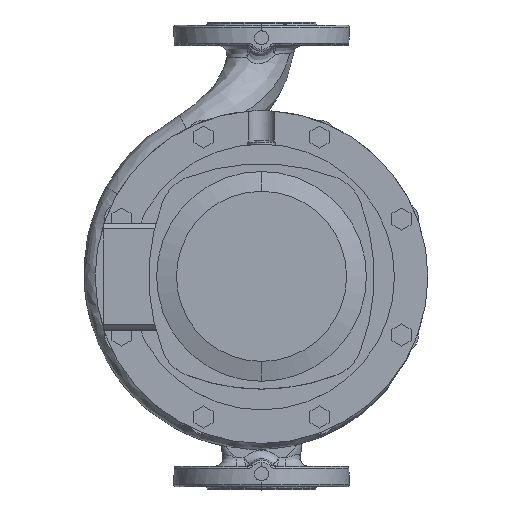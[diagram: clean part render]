
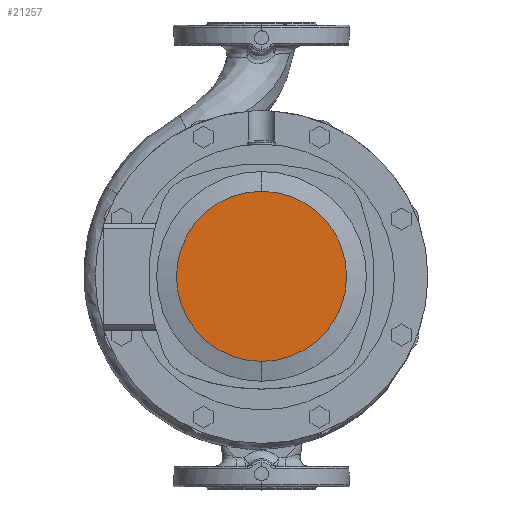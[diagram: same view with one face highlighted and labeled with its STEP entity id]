
A CAD part, top view. The second image highlights one B-rep face of the part: STEP entity #21257.
In plain terms, the highlighted planar face has unit normal (0, 0, 1).
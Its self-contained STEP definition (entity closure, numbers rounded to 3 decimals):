
#44 = EDGE_CURVE ( 'NONE', #9555, #9558, #17541, .T. ) ;
#5128 = CARTESIAN_POINT ( 'NONE',  ( 0., 0., 431. ) ) ;
#5130 = DIRECTION ( 'NONE',  ( 0., 0., 1. ) ) ;
#5132 = DIRECTION ( 'NONE',  ( 0., 1., 0. ) ) ;
#8243 = ORIENTED_EDGE ( 'NONE', *, *, #23973, .T. ) ;
#8251 = ORIENTED_EDGE ( 'NONE', *, *, #44, .T. ) ;
#9555 = VERTEX_POINT ( 'NONE', #18662 ) ;
#9558 = VERTEX_POINT ( 'NONE', #18659 ) ;
#10590 = EDGE_LOOP ( 'NONE', ( #8243, #8251 ) ) ;
#13632 = AXIS2_PLACEMENT_3D ( 'NONE', #5128, #5130, #5132 ) ;
#13634 = CIRCLE ( 'NONE', #13632, 80. ) ;
#15080 = CARTESIAN_POINT ( 'NONE',  ( -80., 0., 431. ) ) ;
#15086 = FACE_OUTER_BOUND ( 'NONE', #10590, .T. ) ;
#15087 = PLANE ( 'NONE',  #17291 ) ;
#15090 = DIRECTION ( 'NONE',  ( 0., 0., -1. ) ) ;
#15091 = DIRECTION ( 'NONE',  ( 0., -1., 0. ) ) ;
#17291 = AXIS2_PLACEMENT_3D ( 'NONE', #15080, #15090, #15091 ) ;
#17520 = AXIS2_PLACEMENT_3D ( 'NONE', #22813, #22812, #22811 ) ;
#17541 = CIRCLE ( 'NONE', #17520, 80. ) ;
#18659 = CARTESIAN_POINT ( 'NONE',  ( 0., -80., 431. ) ) ;
#18662 = CARTESIAN_POINT ( 'NONE',  ( 0., 80., 431. ) ) ;
#21257 = ADVANCED_FACE ( 'NONE', ( #15086 ), #15087, .F. ) ;
#22811 = DIRECTION ( 'NONE',  ( 0., 1., 0. ) ) ;
#22812 = DIRECTION ( 'NONE',  ( 0., 0., 1. ) ) ;
#22813 = CARTESIAN_POINT ( 'NONE',  ( 0., 0., 431. ) ) ;
#23973 = EDGE_CURVE ( 'NONE', #9558, #9555, #13634, .T. ) ;
